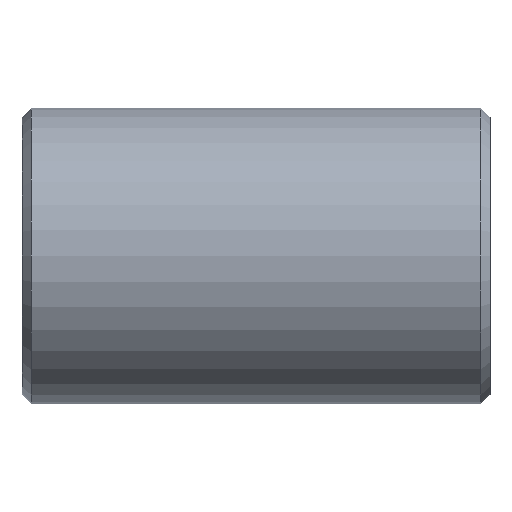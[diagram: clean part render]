
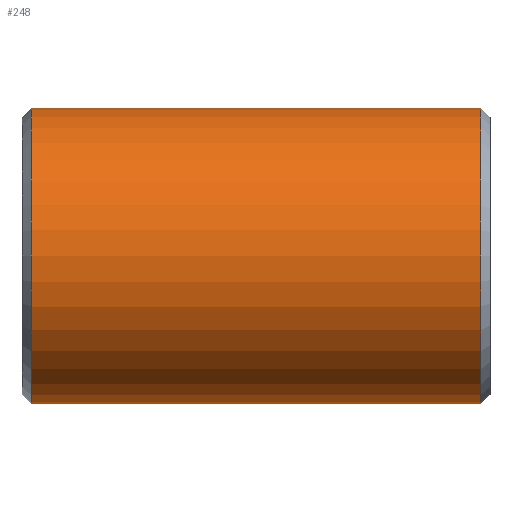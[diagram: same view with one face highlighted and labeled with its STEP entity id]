
A CAD part, front view. The second image highlights one B-rep face of the part: STEP entity #248.
In plain terms, the highlighted cylindrical face has radius 136.525 mm (diameter 273.05 mm), a partial arc.
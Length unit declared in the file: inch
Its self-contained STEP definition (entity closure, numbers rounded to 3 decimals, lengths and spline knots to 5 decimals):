
#30 = VERTEX_POINT ( 'NONE', #54 ) ;
#32 = AXIS2_PLACEMENT_3D ( 'NONE', #521, #431, #301 ) ;
#40 = LINE ( 'NONE', #549, #51 ) ;
#43 = EDGE_CURVE ( 'NONE', #79, #170, #508, .T. ) ;
#46 = DIRECTION ( 'NONE',  ( -1., 0., 0. ) ) ;
#50 = EDGE_CURVE ( 'NONE', #170, #168, #174, .T. ) ;
#51 = VECTOR ( 'NONE', #493, 39.37008 ) ;
#52 = DIRECTION ( 'NONE',  ( -1., 0., 0. ) ) ;
#54 = CARTESIAN_POINT ( 'NONE',  ( 0., 0., -5.375 ) ) ;
#79 = VERTEX_POINT ( 'NONE', #419 ) ;
#107 = CARTESIAN_POINT ( 'NONE',  ( 8.16667, 0., 0. ) ) ;
#124 = CYLINDRICAL_SURFACE ( 'NONE', #32, 5.375 ) ;
#129 = EDGE_LOOP ( 'NONE', ( #229, #585, #362, #410, #532, #575 ) ) ;
#143 = CARTESIAN_POINT ( 'NONE',  ( 8.16667, 0., 5.375 ) ) ;
#150 = CARTESIAN_POINT ( 'NONE',  ( 8.5, 0., 5.375 ) ) ;
#168 = VERTEX_POINT ( 'NONE', #205 ) ;
#170 = VERTEX_POINT ( 'NONE', #313 ) ;
#174 = CIRCLE ( 'NONE', #507, 5.375 ) ;
#205 = CARTESIAN_POINT ( 'NONE',  ( -8.16667, 0., -5.375 ) ) ;
#206 = AXIS2_PLACEMENT_3D ( 'NONE', #107, #52, #425 ) ;
#229 = ORIENTED_EDGE ( 'NONE', *, *, #285, .F. ) ;
#248 = ADVANCED_FACE ( 'NONE', ( #252 ), #124, .T. ) ;
#252 = FACE_OUTER_BOUND ( 'NONE', #129, .T. ) ;
#261 = CARTESIAN_POINT ( 'NONE',  ( 8.5, 0., -5.375 ) ) ;
#272 = CARTESIAN_POINT ( 'NONE',  ( 8.5, 0., 5.375 ) ) ;
#285 = EDGE_CURVE ( 'NONE', #439, #30, #484, .T. ) ;
#291 = CARTESIAN_POINT ( 'NONE',  ( -8.16667, 0., 0. ) ) ;
#301 = DIRECTION ( 'NONE',  ( 0., 0., 1. ) ) ;
#313 = CARTESIAN_POINT ( 'NONE',  ( -8.16667, 0., 5.375 ) ) ;
#334 = EDGE_CURVE ( 'NONE', #30, #168, #40, .T. ) ;
#347 = VECTOR ( 'NONE', #46, 39.37008 ) ;
#362 = ORIENTED_EDGE ( 'NONE', *, *, #375, .T. ) ;
#369 = DIRECTION ( 'NONE',  ( -1., 0., 0. ) ) ;
#375 = EDGE_CURVE ( 'NONE', #578, #79, #407, .T. ) ;
#378 = DIRECTION ( 'NONE',  ( 0., 0., 1. ) ) ;
#395 = DIRECTION ( 'NONE',  ( -1., 0., 0. ) ) ;
#407 = LINE ( 'NONE', #272, #347 ) ;
#410 = ORIENTED_EDGE ( 'NONE', *, *, #43, .T. ) ;
#419 = CARTESIAN_POINT ( 'NONE',  ( 0., 0., 5.375 ) ) ;
#425 = DIRECTION ( 'NONE',  ( 0., 0., -1. ) ) ;
#431 = DIRECTION ( 'NONE',  ( -1., 0., 0. ) ) ;
#433 = VECTOR ( 'NONE', #369, 39.37008 ) ;
#439 = VERTEX_POINT ( 'NONE', #495 ) ;
#443 = VECTOR ( 'NONE', #395, 39.37008 ) ;
#484 = LINE ( 'NONE', #261, #443 ) ;
#493 = DIRECTION ( 'NONE',  ( -1., 0., 0. ) ) ;
#495 = CARTESIAN_POINT ( 'NONE',  ( 8.16667, 0., -5.375 ) ) ;
#507 = AXIS2_PLACEMENT_3D ( 'NONE', #291, #560, #378 ) ;
#508 = LINE ( 'NONE', #150, #433 ) ;
#510 = EDGE_CURVE ( 'NONE', #439, #578, #588, .T. ) ;
#521 = CARTESIAN_POINT ( 'NONE',  ( 8.5, 0., 0. ) ) ;
#532 = ORIENTED_EDGE ( 'NONE', *, *, #50, .T. ) ;
#549 = CARTESIAN_POINT ( 'NONE',  ( 8.5, 0., -5.375 ) ) ;
#560 = DIRECTION ( 'NONE',  ( 1., 0., 0. ) ) ;
#575 = ORIENTED_EDGE ( 'NONE', *, *, #334, .F. ) ;
#578 = VERTEX_POINT ( 'NONE', #143 ) ;
#585 = ORIENTED_EDGE ( 'NONE', *, *, #510, .T. ) ;
#588 = CIRCLE ( 'NONE', #206, 5.375 ) ;
